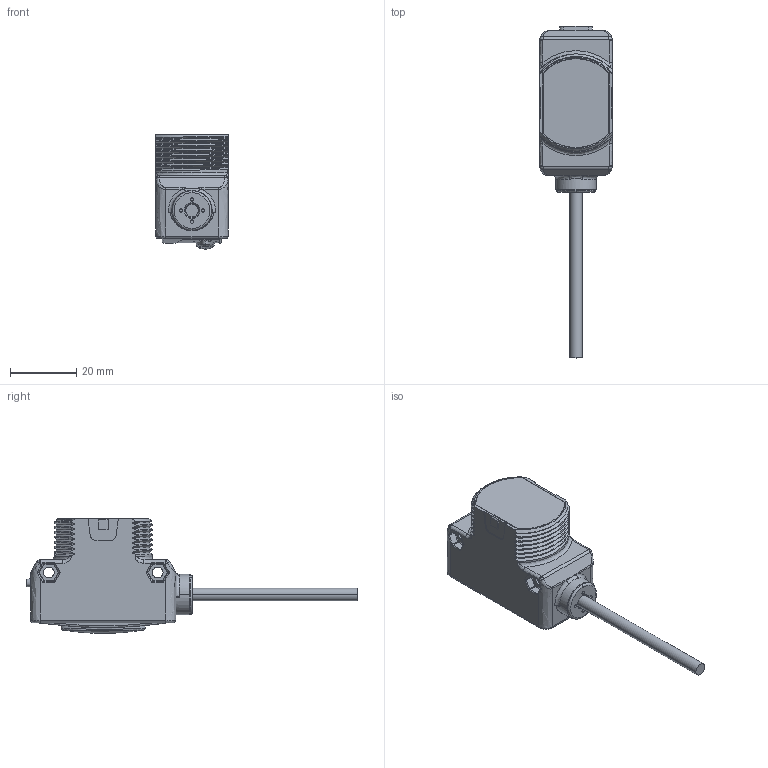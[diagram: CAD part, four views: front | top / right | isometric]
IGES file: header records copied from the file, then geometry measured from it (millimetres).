
Start section:  PTC IGES file: 140595.igs
Global section: file name: 140595.igs; native system: Pro/ENGINEER by Parametric Technology Corporation; preprocessor: 2006170; author: banengservice; organization: Unknown; date: 20080602.123859; units: inch
Bounding box: 22 x 100.58 x 34.75 mm (x, y, z)
Volume: 12412.8 mm3; surface area: 14661.6 mm2
Topology: 2 solids, 2 shells, 965 faces, 2418 edges, 1475 vertices
Faces by surface type: revolution 513, bspline 448, extrusion 4
